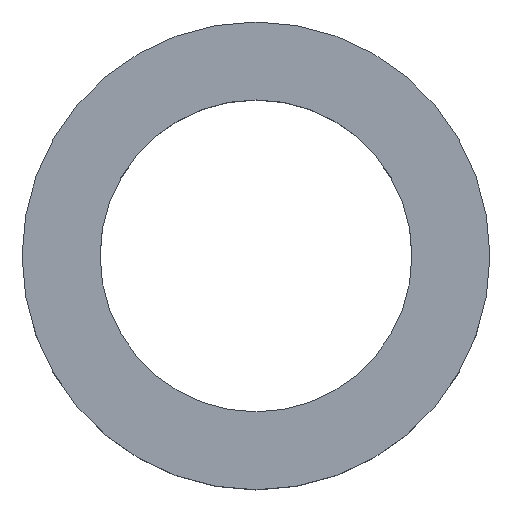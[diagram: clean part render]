
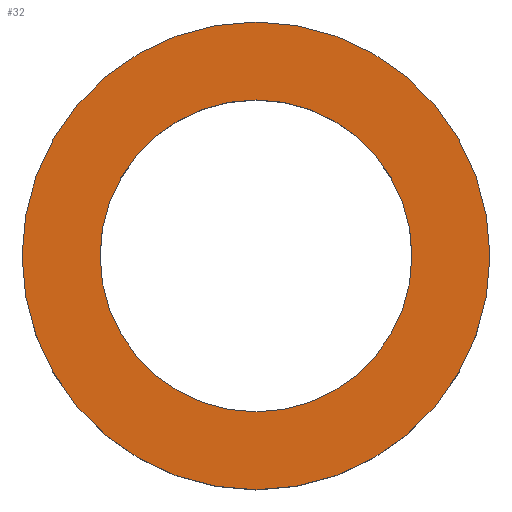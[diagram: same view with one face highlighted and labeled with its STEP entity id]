
A CAD part, top view. The second image highlights one B-rep face of the part: STEP entity #32.
In plain terms, the highlighted planar face has unit normal (0, 0, 1).
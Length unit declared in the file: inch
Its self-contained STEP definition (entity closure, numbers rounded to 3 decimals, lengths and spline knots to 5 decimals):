
#9 = CARTESIAN_POINT ( 'NONE',  ( -0.375, 0., 0. ) ) ;
#13 = ORIENTED_EDGE ( 'NONE', *, *, #118, .T. ) ;
#25 = PLANE ( 'NONE',  #186 ) ;
#28 = DIRECTION ( 'NONE',  ( 0., 0., 1. ) ) ;
#32 = ADVANCED_FACE ( 'NONE', ( #223, #164 ), #25, .T. ) ;
#39 = CIRCLE ( 'NONE', #169, 0.25 ) ;
#42 = DIRECTION ( 'NONE',  ( 1., 0., 0. ) ) ;
#46 = VERTEX_POINT ( 'NONE', #114 ) ;
#52 = CARTESIAN_POINT ( 'NONE',  ( 0.25, 0., 0. ) ) ;
#65 = DIRECTION ( 'NONE',  ( 0., 0., 1. ) ) ;
#70 = DIRECTION ( 'NONE',  ( 0., 0., 1. ) ) ;
#75 = CARTESIAN_POINT ( 'NONE',  ( -0.25, 0., 0. ) ) ;
#82 = VERTEX_POINT ( 'NONE', #9 ) ;
#88 = CIRCLE ( 'NONE', #168, 0.375 ) ;
#91 = EDGE_CURVE ( 'NONE', #46, #99, #175, .T. ) ;
#93 = DIRECTION ( 'NONE',  ( 1., 0., 0. ) ) ;
#99 = VERTEX_POINT ( 'NONE', #75 ) ;
#104 = DIRECTION ( 'NONE',  ( 0., 0., 1. ) ) ;
#114 = CARTESIAN_POINT ( 'NONE',  ( 0.25, 0., 0. ) ) ;
#118 = EDGE_CURVE ( 'NONE', #82, #144, #187, .T. ) ;
#127 = ORIENTED_EDGE ( 'NONE', *, *, #91, .F. ) ;
#128 = ORIENTED_EDGE ( 'NONE', *, *, #210, .T. ) ;
#131 = CARTESIAN_POINT ( 'NONE',  ( 0., 0., 0. ) ) ;
#134 = CARTESIAN_POINT ( 'NONE',  ( 0., 0., 0. ) ) ;
#144 = VERTEX_POINT ( 'NONE', #190 ) ;
#147 = ORIENTED_EDGE ( 'NONE', *, *, #204, .F. ) ;
#151 = DIRECTION ( 'NONE',  ( 1., 0., 0. ) ) ;
#156 = CARTESIAN_POINT ( 'NONE',  ( 0., 0., 0. ) ) ;
#162 = DIRECTION ( 'NONE',  ( 1., 0., 0. ) ) ;
#164 = FACE_BOUND ( 'NONE', #217, .T. ) ;
#168 = AXIS2_PLACEMENT_3D ( 'NONE', #134, #104, #151 ) ;
#169 = AXIS2_PLACEMENT_3D ( 'NONE', #173, #70, #211 ) ;
#173 = CARTESIAN_POINT ( 'NONE',  ( 0., 0., 0. ) ) ;
#174 = AXIS2_PLACEMENT_3D ( 'NONE', #156, #28, #162 ) ;
#175 = CIRCLE ( 'NONE', #184, 0.25 ) ;
#184 = AXIS2_PLACEMENT_3D ( 'NONE', #131, #218, #93 ) ;
#186 = AXIS2_PLACEMENT_3D ( 'NONE', #52, #65, #42 ) ;
#187 = CIRCLE ( 'NONE', #174, 0.375 ) ;
#190 = CARTESIAN_POINT ( 'NONE',  ( 0.375, 0., 0. ) ) ;
#200 = EDGE_LOOP ( 'NONE', ( #128, #13 ) ) ;
#204 = EDGE_CURVE ( 'NONE', #99, #46, #39, .T. ) ;
#210 = EDGE_CURVE ( 'NONE', #144, #82, #88, .T. ) ;
#211 = DIRECTION ( 'NONE',  ( 1., 0., 0. ) ) ;
#217 = EDGE_LOOP ( 'NONE', ( #127, #147 ) ) ;
#218 = DIRECTION ( 'NONE',  ( 0., 0., 1. ) ) ;
#223 = FACE_OUTER_BOUND ( 'NONE', #200, .T. ) ;
